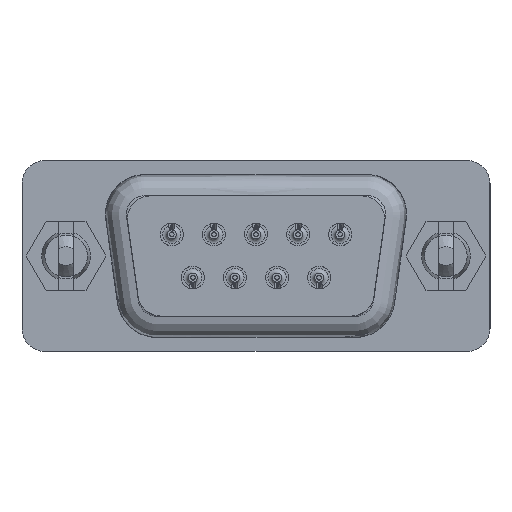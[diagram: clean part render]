
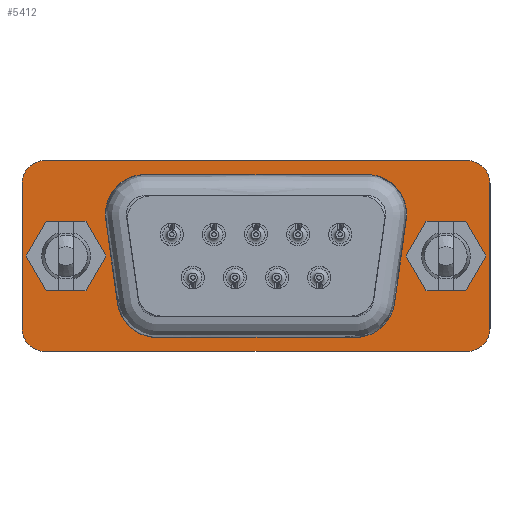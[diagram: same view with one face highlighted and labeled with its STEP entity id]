
A CAD part, front view. The second image highlights one B-rep face of the part: STEP entity #5412.
In plain terms, the highlighted planar face has unit normal (0, -1, 0).
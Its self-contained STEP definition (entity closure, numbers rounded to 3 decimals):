
#531=LINE('',#9029,#954);
#532=LINE('',#9033,#955);
#533=LINE('',#9037,#956);
#534=LINE('',#9041,#957);
#535=LINE('',#9047,#958);
#536=LINE('',#9051,#959);
#537=LINE('',#9055,#960);
#538=LINE('',#9059,#961);
#954=VECTOR('',#7197,1000.);
#955=VECTOR('',#7200,1000.);
#956=VECTOR('',#7203,1000.);
#957=VECTOR('',#7206,1000.);
#958=VECTOR('',#7211,1000.);
#959=VECTOR('',#7214,1000.);
#960=VECTOR('',#7217,1000.);
#961=VECTOR('',#7220,1000.);
#1754=ORIENTED_EDGE('',*,*,#3050,.T.);
#1755=ORIENTED_EDGE('',*,*,#3051,.T.);
#1756=ORIENTED_EDGE('',*,*,#3052,.T.);
#1757=ORIENTED_EDGE('',*,*,#3053,.T.);
#1758=ORIENTED_EDGE('',*,*,#3054,.T.);
#1759=ORIENTED_EDGE('',*,*,#3055,.T.);
#1760=ORIENTED_EDGE('',*,*,#3056,.T.);
#1761=ORIENTED_EDGE('',*,*,#3057,.T.);
#1762=ORIENTED_EDGE('',*,*,#3058,.T.);
#1763=ORIENTED_EDGE('',*,*,#3059,.F.);
#1764=ORIENTED_EDGE('',*,*,#3060,.F.);
#1765=ORIENTED_EDGE('',*,*,#3061,.F.);
#1766=ORIENTED_EDGE('',*,*,#3062,.F.);
#1767=ORIENTED_EDGE('',*,*,#3063,.F.);
#1768=ORIENTED_EDGE('',*,*,#3064,.F.);
#1769=ORIENTED_EDGE('',*,*,#3065,.F.);
#1770=ORIENTED_EDGE('',*,*,#3066,.F.);
#1771=ORIENTED_EDGE('',*,*,#3067,.T.);
#3050=EDGE_CURVE('',#3745,#3746,#4203,.T.);
#3051=EDGE_CURVE('',#3746,#3747,#531,.T.);
#3052=EDGE_CURVE('',#3747,#3748,#4204,.T.);
#3053=EDGE_CURVE('',#3748,#3749,#532,.T.);
#3054=EDGE_CURVE('',#3749,#3750,#4205,.T.);
#3055=EDGE_CURVE('',#3750,#3751,#533,.T.);
#3056=EDGE_CURVE('',#3751,#3752,#4206,.T.);
#3057=EDGE_CURVE('',#3752,#3745,#534,.T.);
#3058=EDGE_CURVE('',#3753,#3753,#4207,.T.);
#3059=EDGE_CURVE('',#3754,#3755,#4208,.T.);
#3060=EDGE_CURVE('',#3756,#3754,#535,.T.);
#3061=EDGE_CURVE('',#3757,#3756,#4209,.T.);
#3062=EDGE_CURVE('',#3758,#3757,#536,.T.);
#3063=EDGE_CURVE('',#3759,#3758,#4210,.T.);
#3064=EDGE_CURVE('',#3760,#3759,#537,.T.);
#3065=EDGE_CURVE('',#3761,#3760,#4211,.T.);
#3066=EDGE_CURVE('',#3755,#3761,#538,.T.);
#3067=EDGE_CURVE('',#3762,#3762,#4212,.T.);
#3745=VERTEX_POINT('',#9027);
#3746=VERTEX_POINT('',#9028);
#3747=VERTEX_POINT('',#9030);
#3748=VERTEX_POINT('',#9032);
#3749=VERTEX_POINT('',#9034);
#3750=VERTEX_POINT('',#9036);
#3751=VERTEX_POINT('',#9038);
#3752=VERTEX_POINT('',#9040);
#3753=VERTEX_POINT('',#9043);
#3754=VERTEX_POINT('',#9045);
#3755=VERTEX_POINT('',#9046);
#3756=VERTEX_POINT('',#9048);
#3757=VERTEX_POINT('',#9050);
#3758=VERTEX_POINT('',#9052);
#3759=VERTEX_POINT('',#9054);
#3760=VERTEX_POINT('',#9056);
#3761=VERTEX_POINT('',#9058);
#3762=VERTEX_POINT('',#9061);
#4203=CIRCLE('',#6206,2.6);
#4204=CIRCLE('',#6207,2.6);
#4205=CIRCLE('',#6208,2.6);
#4206=CIRCLE('',#6209,2.6);
#4207=CIRCLE('',#6210,1.5);
#4208=CIRCLE('',#6211,1.5);
#4209=CIRCLE('',#6212,1.5);
#4210=CIRCLE('',#6213,1.5);
#4211=CIRCLE('',#6214,1.5);
#4212=CIRCLE('',#6215,1.5);
#4482=EDGE_LOOP('',(#1754,#1755,#1756,#1757,#1758,#1759,#1760,#1761));
#4483=EDGE_LOOP('',(#1762));
#4484=EDGE_LOOP('',(#1763,#1764,#1765,#1766,#1767,#1768,#1769,#1770));
#4485=EDGE_LOOP('',(#1771));
#4912=FACE_BOUND('',#4482,.T.);
#4913=FACE_BOUND('',#4483,.T.);
#4914=FACE_BOUND('',#4484,.T.);
#4915=FACE_BOUND('',#4485,.T.);
#5215=PLANE('',#6205);
#5412=ADVANCED_FACE('',(#4912,#4913,#4914,#4915),#5215,.F.);
#6205=AXIS2_PLACEMENT_3D('',#9025,#7193,#7194);
#6206=AXIS2_PLACEMENT_3D('',#9026,#7195,#7196);
#6207=AXIS2_PLACEMENT_3D('',#9031,#7198,#7199);
#6208=AXIS2_PLACEMENT_3D('',#9035,#7201,#7202);
#6209=AXIS2_PLACEMENT_3D('',#9039,#7204,#7205);
#6210=AXIS2_PLACEMENT_3D('',#9042,#7207,#7208);
#6211=AXIS2_PLACEMENT_3D('',#9044,#7209,#7210);
#6212=AXIS2_PLACEMENT_3D('',#9049,#7212,#7213);
#6213=AXIS2_PLACEMENT_3D('',#9053,#7215,#7216);
#6214=AXIS2_PLACEMENT_3D('',#9057,#7218,#7219);
#6215=AXIS2_PLACEMENT_3D('',#9060,#7221,#7222);
#7193=DIRECTION('',(0.,1.,0.));
#7194=DIRECTION('',(0.,0.,1.));
#7195=DIRECTION('',(0.,1.,0.));
#7196=DIRECTION('',(1.,0.,0.));
#7197=DIRECTION('',(1.,0.,0.));
#7198=DIRECTION('',(0.,1.,0.));
#7199=DIRECTION('',(-1.,0.,0.));
#7200=DIRECTION('',(-0.139,0.,-0.99));
#7201=DIRECTION('',(0.,1.,0.));
#7202=DIRECTION('',(1.,0.,0.));
#7203=DIRECTION('',(-1.,0.,0.));
#7204=DIRECTION('',(0.,1.,0.));
#7205=DIRECTION('',(1.,0.,0.));
#7206=DIRECTION('',(-0.139,0.,0.99));
#7207=DIRECTION('',(0.,1.,0.));
#7208=DIRECTION('',(1.,0.,0.));
#7209=DIRECTION('',(0.,1.,0.));
#7210=DIRECTION('',(1.,0.,0.));
#7211=DIRECTION('',(0.,0.,1.));
#7212=DIRECTION('',(0.,1.,0.));
#7213=DIRECTION('',(1.,0.,0.));
#7214=DIRECTION('',(-1.,0.,0.));
#7215=DIRECTION('',(0.,1.,0.));
#7216=DIRECTION('',(1.,0.,0.));
#7217=DIRECTION('',(0.,0.,-1.));
#7218=DIRECTION('',(0.,1.,0.));
#7219=DIRECTION('',(-1.,0.,0.));
#7220=DIRECTION('',(1.,0.,0.));
#7221=DIRECTION('',(0.,1.,0.));
#7222=DIRECTION('',(1.,0.,0.));
#9025=CARTESIAN_POINT('',(-13.9,0.,4.775));
#9026=CARTESIAN_POINT('',(-7.315,0.,2.76));
#9027=CARTESIAN_POINT('',(-9.89,0.,2.398));
#9028=CARTESIAN_POINT('',(-7.315,0.,5.36));
#9029=CARTESIAN_POINT('',(-7.315,0.,5.36));
#9030=CARTESIAN_POINT('',(7.315,0.,5.36));
#9031=CARTESIAN_POINT('',(7.315,0.,2.76));
#9032=CARTESIAN_POINT('',(9.89,0.,2.398));
#9033=CARTESIAN_POINT('',(9.89,0.,2.398));
#9034=CARTESIAN_POINT('',(9.114,0.,-3.122));
#9035=CARTESIAN_POINT('',(6.539,0.,-2.76));
#9036=CARTESIAN_POINT('',(6.539,0.,-5.36));
#9037=CARTESIAN_POINT('',(6.539,0.,-5.36));
#9038=CARTESIAN_POINT('',(-6.539,0.,-5.36));
#9039=CARTESIAN_POINT('',(-6.539,0.,-2.76));
#9040=CARTESIAN_POINT('',(-9.114,0.,-3.122));
#9041=CARTESIAN_POINT('',(-9.114,0.,-3.122));
#9042=CARTESIAN_POINT('',(-12.5,0.,0.));
#9043=CARTESIAN_POINT('',(-11.,0.,0.));
#9044=CARTESIAN_POINT('',(-13.9,0.,4.775));
#9045=CARTESIAN_POINT('',(-15.4,0.,4.775));
#9046=CARTESIAN_POINT('',(-13.9,0.,6.275));
#9047=CARTESIAN_POINT('',(-15.4,0.,-4.775));
#9048=CARTESIAN_POINT('',(-15.4,0.,-4.775));
#9049=CARTESIAN_POINT('',(-13.9,0.,-4.775));
#9050=CARTESIAN_POINT('',(-13.9,0.,-6.275));
#9051=CARTESIAN_POINT('',(13.9,0.,-6.275));
#9052=CARTESIAN_POINT('',(13.9,0.,-6.275));
#9053=CARTESIAN_POINT('',(13.9,0.,-4.775));
#9054=CARTESIAN_POINT('',(15.4,0.,-4.775));
#9055=CARTESIAN_POINT('',(15.4,0.,4.775));
#9056=CARTESIAN_POINT('',(15.4,0.,4.775));
#9057=CARTESIAN_POINT('',(13.9,0.,4.775));
#9058=CARTESIAN_POINT('',(13.9,0.,6.275));
#9059=CARTESIAN_POINT('',(-13.9,0.,6.275));
#9060=CARTESIAN_POINT('',(12.5,0.,0.));
#9061=CARTESIAN_POINT('',(14.,0.,0.));
